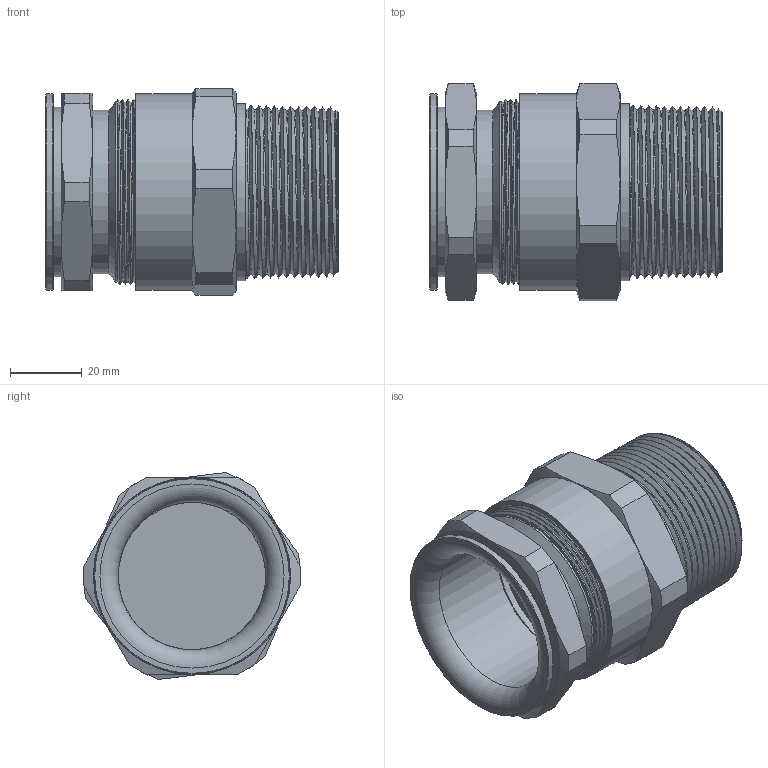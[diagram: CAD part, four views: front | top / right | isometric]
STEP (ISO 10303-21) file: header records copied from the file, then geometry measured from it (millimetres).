
FILE_DESCRIPTION(/* description */ ('ADE-1F2 NPT 1 1/2"'),/* implementation_level */ '2;1');
FILE_NAME(/* name */ '00809004V1-RST.stp',/* time_stamp */ '2023-08-31T13:29:12+02:00',/* author */ ('sl'),/* organization */ (''),/* preprocessor_version */ 'ST-DEVELOPER v16.5',/* originating_system */ 'Autodesk Inventor 2017',/* authorisation */ '');
FILE_SCHEMA (('AUTOMOTIVE_DESIGN { 1 0 10303 214 3 1 1 }'));
Length unit declared in the file: millimetre
Products named in the file (5): 00809004V1; 00809004V1_1; 00809004V1_2; 00809004V1_3; 00809204V1
Assembly tree (4 placements, depth 2):
  00809004V1
    00809004V1_1
    00809004V1_2
    00809004V1_3
    00809204V1
Bounding box: 81.56 x 60.63 x 57.69 mm (x, y, z)
Volume: 59564.1 mm3; surface area: 47414.4 mm2
Topology: 4 solids, 4 shells, 134 faces, 301 edges, 188 vertices
Faces by surface type: plane 47, cone 35, cylinder 34, torus 10, bspline 8
Full cylindrical faces by diameter (mm): 40.78 x1, 41 x1, 41.08 x1, 41.12 x1, 41.33 x1, 42.5 x1, 44.5 x1, 45 x1, 45.5 x1, 47.22 x1, 48 x1, 49.43 x1, 49.93 x1, 50 x2, 50.208 x5, 50.33 x8, 54.64 x1, 54.82 x1
Entity records: 8940 total; most frequent: CARTESIAN_POINT 6596, DIRECTION 440, ORIENTED_EDGE 422, EDGE_CURVE 211, AXIS2_PLACEMENT_3D 208, EDGE_LOOP 175, VERTEX_POINT 150, FACE_OUTER_BOUND 119
